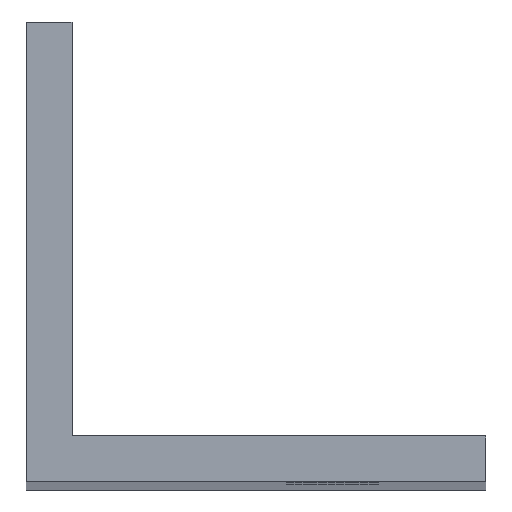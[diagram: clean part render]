
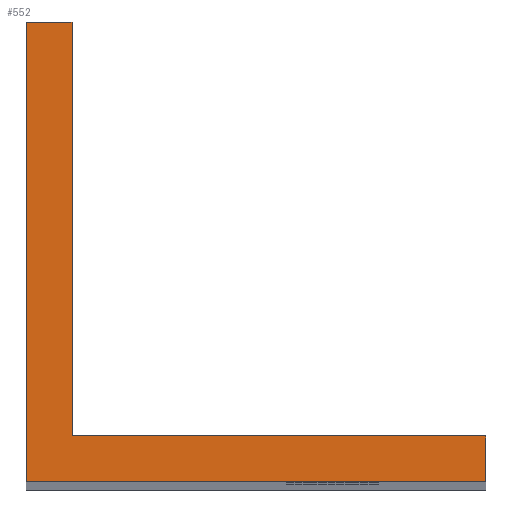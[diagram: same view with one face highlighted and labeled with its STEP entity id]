
A CAD part, top view. The second image highlights one B-rep face of the part: STEP entity #552.
In plain terms, the highlighted planar face has unit normal (0, 0, 1).
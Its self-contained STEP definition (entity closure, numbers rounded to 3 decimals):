
#2 = VERTEX_POINT ( 'NONE', #183 ) ;
#22 = ORIENTED_EDGE ( 'NONE', *, *, #773, .T. ) ;
#25 = CARTESIAN_POINT ( 'NONE',  ( 1.5, 1.5, 75. ) ) ;
#41 = LINE ( 'NONE', #25, #472 ) ;
#45 = EDGE_LOOP ( 'NONE', ( #90, #657, #520, #436, #754, #22 ) ) ;
#60 = VERTEX_POINT ( 'NONE', #138 ) ;
#80 = DIRECTION ( 'NONE',  ( -1., 0., 0. ) ) ;
#90 = ORIENTED_EDGE ( 'NONE', *, *, #692, .T. ) ;
#108 = LINE ( 'NONE', #443, #750 ) ;
#138 = CARTESIAN_POINT ( 'NONE',  ( 1.5, 1.5, 75. ) ) ;
#159 = VERTEX_POINT ( 'NONE', #309 ) ;
#183 = CARTESIAN_POINT ( 'NONE',  ( 15., 1.5, 75. ) ) ;
#206 = DIRECTION ( 'NONE',  ( 0., 1., 0. ) ) ;
#224 = VERTEX_POINT ( 'NONE', #389 ) ;
#251 = PLANE ( 'NONE',  #322 ) ;
#281 = CARTESIAN_POINT ( 'NONE',  ( 0., 15., 75. ) ) ;
#309 = CARTESIAN_POINT ( 'NONE',  ( 0., 15., 75. ) ) ;
#319 = CARTESIAN_POINT ( 'NONE',  ( 0., 0., 75. ) ) ;
#322 = AXIS2_PLACEMENT_3D ( 'NONE', #729, #560, #80 ) ;
#334 = CARTESIAN_POINT ( 'NONE',  ( 1.5, 1.5, 75. ) ) ;
#369 = DIRECTION ( 'NONE',  ( 1., 0., 0. ) ) ;
#387 = DIRECTION ( 'NONE',  ( 0., -1., 0. ) ) ;
#389 = CARTESIAN_POINT ( 'NONE',  ( 15., 0., 75. ) ) ;
#395 = DIRECTION ( 'NONE',  ( -1., 0., 0. ) ) ;
#405 = VECTOR ( 'NONE', #387, 1000. ) ;
#434 = LINE ( 'NONE', #319, #720 ) ;
#436 = ORIENTED_EDGE ( 'NONE', *, *, #655, .T. ) ;
#443 = CARTESIAN_POINT ( 'NONE',  ( 15., 0., 75. ) ) ;
#449 = DIRECTION ( 'NONE',  ( -1., 0., 0. ) ) ;
#472 = VECTOR ( 'NONE', #206, 1000. ) ;
#490 = CARTESIAN_POINT ( 'NONE',  ( 1.5, 15., 75. ) ) ;
#518 = VECTOR ( 'NONE', #395, 1000. ) ;
#520 = ORIENTED_EDGE ( 'NONE', *, *, #678, .T. ) ;
#537 = LINE ( 'NONE', #334, #669 ) ;
#552 = ADVANCED_FACE ( 'NONE', ( #680 ), #251, .F. ) ;
#560 = DIRECTION ( 'NONE',  ( 0., 0., -1. ) ) ;
#568 = VERTEX_POINT ( 'NONE', #490 ) ;
#569 = CARTESIAN_POINT ( 'NONE',  ( 0., 0., 75. ) ) ;
#592 = EDGE_CURVE ( 'NONE', #654, #224, #434, .T. ) ;
#594 = LINE ( 'NONE', #634, #405 ) ;
#634 = CARTESIAN_POINT ( 'NONE',  ( 0., 0., 75. ) ) ;
#654 = VERTEX_POINT ( 'NONE', #569 ) ;
#655 = EDGE_CURVE ( 'NONE', #2, #60, #537, .T. ) ;
#657 = ORIENTED_EDGE ( 'NONE', *, *, #592, .T. ) ;
#669 = VECTOR ( 'NONE', #449, 1000. ) ;
#678 = EDGE_CURVE ( 'NONE', #224, #2, #108, .T. ) ;
#680 = FACE_OUTER_BOUND ( 'NONE', #45, .T. ) ;
#692 = EDGE_CURVE ( 'NONE', #159, #654, #594, .T. ) ;
#698 = LINE ( 'NONE', #281, #518 ) ;
#714 = EDGE_CURVE ( 'NONE', #60, #568, #41, .T. ) ;
#720 = VECTOR ( 'NONE', #369, 1000. ) ;
#729 = CARTESIAN_POINT ( 'NONE',  ( 0., 15., 75. ) ) ;
#747 = DIRECTION ( 'NONE',  ( 0., 1., 0. ) ) ;
#750 = VECTOR ( 'NONE', #747, 1000. ) ;
#754 = ORIENTED_EDGE ( 'NONE', *, *, #714, .T. ) ;
#773 = EDGE_CURVE ( 'NONE', #568, #159, #698, .T. ) ;
